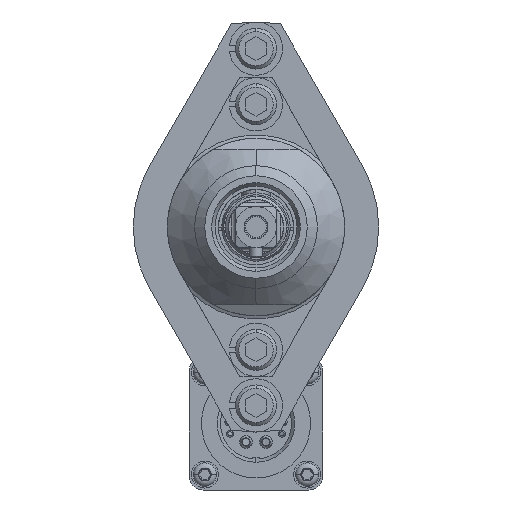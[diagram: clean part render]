
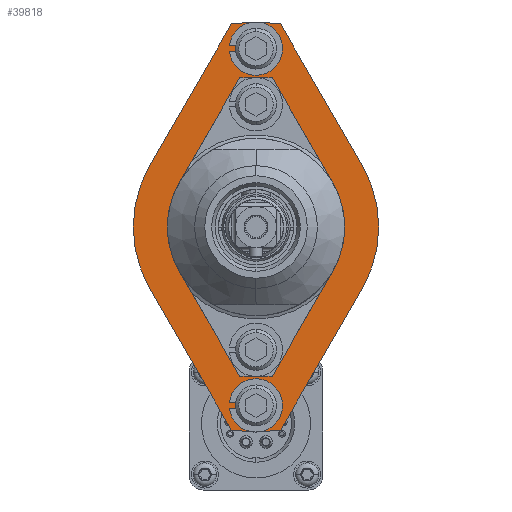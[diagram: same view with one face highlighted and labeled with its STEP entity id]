
A CAD part, left-side view. The second image highlights one B-rep face of the part: STEP entity #39818.
In plain terms, the highlighted planar face has unit normal (-1, 0, 0).
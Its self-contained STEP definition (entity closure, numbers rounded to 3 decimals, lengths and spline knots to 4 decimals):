
#38638=DIRECTION('',(0.,0.5,-0.866));
#38639=VECTOR('',#38638,1.5);
#38640=CARTESIAN_POINT('',(-8.816,-0.9693,-0.5625));
#38641=LINE('',#38640,#38639);
#38642=CARTESIAN_POINT('',(-8.816,0.005,0.));
#38643=DIRECTION('',(1.,0.,0.));
#38644=DIRECTION('',(0.,-0.12,-0.993));
#38645=AXIS2_PLACEMENT_3D('',#38642,#38643,#38644);
#38647=DIRECTION('',(0.,0.5,0.866));
#38648=VECTOR('',#38647,1.5);
#38649=CARTESIAN_POINT('',(-8.816,0.2293,-1.8615));
#38650=LINE('',#38649,#38648);
#38651=CARTESIAN_POINT('',(-8.816,0.005,0.));
#38652=DIRECTION('',(1.,0.,0.));
#38653=DIRECTION('',(0.,0.866,-0.5));
#38654=AXIS2_PLACEMENT_3D('',#38651,#38652,#38653);
#38656=DIRECTION('',(0.,-0.5,0.866));
#38657=VECTOR('',#38656,1.5);
#38658=CARTESIAN_POINT('',(-8.816,0.9793,0.5625));
#38659=LINE('',#38658,#38657);
#38660=CARTESIAN_POINT('',(-8.816,0.005,0.));
#38661=DIRECTION('',(1.,0.,0.));
#38662=DIRECTION('',(0.,0.12,0.993));
#38663=AXIS2_PLACEMENT_3D('',#38660,#38661,#38662);
#38665=DIRECTION('',(0.,-0.5,-0.866));
#38666=VECTOR('',#38665,1.5);
#38667=CARTESIAN_POINT('',(-8.816,-0.2193,1.8615));
#38668=LINE('',#38667,#38666);
#38669=CARTESIAN_POINT('',(-8.816,0.005,0.));
#38670=DIRECTION('',(1.,0.,0.));
#38671=DIRECTION('',(0.,-0.866,0.5));
#38672=AXIS2_PLACEMENT_3D('',#38669,#38670,#38671);
#38674=CARTESIAN_POINT('',(-8.816,0.005,0.));
#38675=DIRECTION('',(-1.,0.,0.));
#38676=DIRECTION('',(0.,1.,0.));
#38677=AXIS2_PLACEMENT_3D('',#38674,#38675,#38676);
#38679=CARTESIAN_POINT('',(-8.816,0.005,0.));
#38680=DIRECTION('',(-1.,0.,0.));
#38681=DIRECTION('',(0.,-1.,0.));
#38682=AXIS2_PLACEMENT_3D('',#38679,#38680,#38681);
#38684=CARTESIAN_POINT('',(-8.816,0.005,1.635));
#38685=DIRECTION('',(-1.,0.,0.));
#38686=DIRECTION('',(0.,1.,0.));
#38687=AXIS2_PLACEMENT_3D('',#38684,#38685,#38686);
#38689=CARTESIAN_POINT('',(-8.816,0.005,1.635));
#38690=DIRECTION('',(-1.,0.,0.));
#38691=DIRECTION('',(0.,-1.,0.));
#38692=AXIS2_PLACEMENT_3D('',#38689,#38690,#38691);
#38694=CARTESIAN_POINT('',(-8.816,0.005,-1.635));
#38695=DIRECTION('',(-1.,0.,0.));
#38696=DIRECTION('',(0.,1.,0.));
#38697=AXIS2_PLACEMENT_3D('',#38694,#38695,#38696);
#38699=CARTESIAN_POINT('',(-8.816,0.005,-1.635));
#38700=DIRECTION('',(-1.,0.,0.));
#38701=DIRECTION('',(0.,-1.,0.));
#38702=AXIS2_PLACEMENT_3D('',#38699,#38700,#38701);
#38704=CARTESIAN_POINT('',(-8.816,0.005,-1.125));
#38705=DIRECTION('',(-1.,0.,0.));
#38706=DIRECTION('',(0.,0.,-1.));
#38707=AXIS2_PLACEMENT_3D('',#38704,#38705,#38706);
#38709=CARTESIAN_POINT('',(-8.816,0.005,-1.125));
#38710=DIRECTION('',(-1.,0.,0.));
#38711=DIRECTION('',(0.,0.,1.));
#38712=AXIS2_PLACEMENT_3D('',#38709,#38710,#38711);
#38714=CARTESIAN_POINT('',(-8.816,0.005,1.125));
#38715=DIRECTION('',(-1.,0.,0.));
#38716=DIRECTION('',(0.,0.,-1.));
#38717=AXIS2_PLACEMENT_3D('',#38714,#38715,#38716);
#38719=CARTESIAN_POINT('',(-8.816,0.005,1.125));
#38720=DIRECTION('',(-1.,0.,0.));
#38721=DIRECTION('',(0.,0.,1.));
#38722=AXIS2_PLACEMENT_3D('',#38719,#38720,#38721);
#39206=CARTESIAN_POINT('',(-8.816,-0.6918,0.));
#39207=CARTESIAN_POINT('',(-8.816,0.7018,0.));
#39208=VERTEX_POINT('',#39206);
#39209=VERTEX_POINT('',#39207);
#39210=CARTESIAN_POINT('',(-8.816,-0.9693,-0.5625));
#39211=CARTESIAN_POINT('',(-8.816,-0.2193,-1.8615));
#39212=VERTEX_POINT('',#39210);
#39213=VERTEX_POINT('',#39211);
#39214=CARTESIAN_POINT('',(-8.816,0.2293,-1.8615));
#39215=VERTEX_POINT('',#39214);
#39216=CARTESIAN_POINT('',(-8.816,0.9793,-0.5625));
#39217=VERTEX_POINT('',#39216);
#39218=CARTESIAN_POINT('',(-8.816,0.9793,0.5625));
#39219=VERTEX_POINT('',#39218);
#39220=CARTESIAN_POINT('',(-8.816,0.2293,1.8615));
#39221=VERTEX_POINT('',#39220);
#39222=CARTESIAN_POINT('',(-8.816,-0.2193,1.8615));
#39223=VERTEX_POINT('',#39222);
#39224=CARTESIAN_POINT('',(-8.816,-0.9693,0.5625));
#39225=VERTEX_POINT('',#39224);
#39242=CARTESIAN_POINT('',(-8.816,-0.1355,1.635));
#39243=CARTESIAN_POINT('',(-8.816,0.1455,1.635));
#39244=VERTEX_POINT('',#39242);
#39245=VERTEX_POINT('',#39243);
#39254=CARTESIAN_POINT('',(-8.816,0.005,-0.9925));
#39255=CARTESIAN_POINT('',(-8.816,0.005,-1.2575));
#39256=VERTEX_POINT('',#39254);
#39257=VERTEX_POINT('',#39255);
#39326=CARTESIAN_POINT('',(-8.816,0.005,0.9925));
#39327=CARTESIAN_POINT('',(-8.816,0.005,1.2575));
#39328=VERTEX_POINT('',#39326);
#39329=VERTEX_POINT('',#39327);
#39383=CARTESIAN_POINT('',(-8.816,-0.1355,-1.635));
#39384=CARTESIAN_POINT('',(-8.816,0.1455,-1.635));
#39385=VERTEX_POINT('',#39383);
#39386=VERTEX_POINT('',#39384);
#39766=CARTESIAN_POINT('',(-8.816,0.005,0.));
#39767=DIRECTION('',(1.,0.,0.));
#39768=DIRECTION('',(0.,-1.,0.));
#39769=AXIS2_PLACEMENT_3D('',#39766,#39767,#39768);
#39770=PLANE('',#39769);
#39771=ORIENTED_EDGE('',*,*,#39756,.T.);
#39773=ORIENTED_EDGE('',*,*,#39772,.T.);
#39775=ORIENTED_EDGE('',*,*,#39774,.T.);
#39777=ORIENTED_EDGE('',*,*,#39776,.T.);
#39779=ORIENTED_EDGE('',*,*,#39778,.T.);
#39781=ORIENTED_EDGE('',*,*,#39780,.T.);
#39783=ORIENTED_EDGE('',*,*,#39782,.T.);
#39785=ORIENTED_EDGE('',*,*,#39784,.T.);
#39786=EDGE_LOOP('',(#39771,#39773,#39775,#39777,#39779,#39781,#39783,#39785));
#39787=FACE_OUTER_BOUND('',#39786,.F.);
#39789=ORIENTED_EDGE('',*,*,#39788,.T.);
#39791=ORIENTED_EDGE('',*,*,#39790,.T.);
#39792=EDGE_LOOP('',(#39789,#39791));
#39793=FACE_BOUND('',#39792,.F.);
#39795=ORIENTED_EDGE('',*,*,#39794,.T.);
#39797=ORIENTED_EDGE('',*,*,#39796,.T.);
#39798=EDGE_LOOP('',(#39795,#39797));
#39799=FACE_BOUND('',#39798,.F.);
#39801=ORIENTED_EDGE('',*,*,#39800,.T.);
#39803=ORIENTED_EDGE('',*,*,#39802,.T.);
#39804=EDGE_LOOP('',(#39801,#39803));
#39805=FACE_BOUND('',#39804,.F.);
#39807=ORIENTED_EDGE('',*,*,#39806,.T.);
#39809=ORIENTED_EDGE('',*,*,#39808,.T.);
#39810=EDGE_LOOP('',(#39807,#39809));
#39811=FACE_BOUND('',#39810,.F.);
#39813=ORIENTED_EDGE('',*,*,#39812,.T.);
#39815=ORIENTED_EDGE('',*,*,#39814,.T.);
#39816=EDGE_LOOP('',(#39813,#39815));
#39817=FACE_BOUND('',#39816,.F.);
#39818=ADVANCED_FACE('',(#39787,#39793,#39799,#39805,#39811,#39817),#39770,.F.);
#38646=CIRCLE('',#38645,1.875);
#38655=CIRCLE('',#38654,1.125);
#38664=CIRCLE('',#38663,1.875);
#38673=CIRCLE('',#38672,1.125);
#38678=CIRCLE('',#38677,0.6968);
#38683=CIRCLE('',#38682,0.6968);
#38688=CIRCLE('',#38687,0.1405);
#38693=CIRCLE('',#38692,0.1405);
#38698=CIRCLE('',#38697,0.1405);
#38703=CIRCLE('',#38702,0.1405);
#38708=CIRCLE('',#38707,0.1325);
#38713=CIRCLE('',#38712,0.1325);
#38718=CIRCLE('',#38717,0.1325);
#38723=CIRCLE('',#38722,0.1325);
#39756=EDGE_CURVE('',#39212,#39213,#38641,.T.);
#39772=EDGE_CURVE('',#39213,#39215,#38646,.T.);
#39774=EDGE_CURVE('',#39215,#39217,#38650,.T.);
#39776=EDGE_CURVE('',#39217,#39219,#38655,.T.);
#39778=EDGE_CURVE('',#39219,#39221,#38659,.T.);
#39780=EDGE_CURVE('',#39221,#39223,#38664,.T.);
#39782=EDGE_CURVE('',#39223,#39225,#38668,.T.);
#39784=EDGE_CURVE('',#39225,#39212,#38673,.T.);
#39788=EDGE_CURVE('',#39209,#39208,#38678,.T.);
#39790=EDGE_CURVE('',#39208,#39209,#38683,.T.);
#39794=EDGE_CURVE('',#39245,#39244,#38688,.T.);
#39796=EDGE_CURVE('',#39244,#39245,#38693,.T.);
#39800=EDGE_CURVE('',#39386,#39385,#38698,.T.);
#39802=EDGE_CURVE('',#39385,#39386,#38703,.T.);
#39806=EDGE_CURVE('',#39257,#39256,#38708,.T.);
#39808=EDGE_CURVE('',#39256,#39257,#38713,.T.);
#39812=EDGE_CURVE('',#39328,#39329,#38718,.T.);
#39814=EDGE_CURVE('',#39329,#39328,#38723,.T.);
